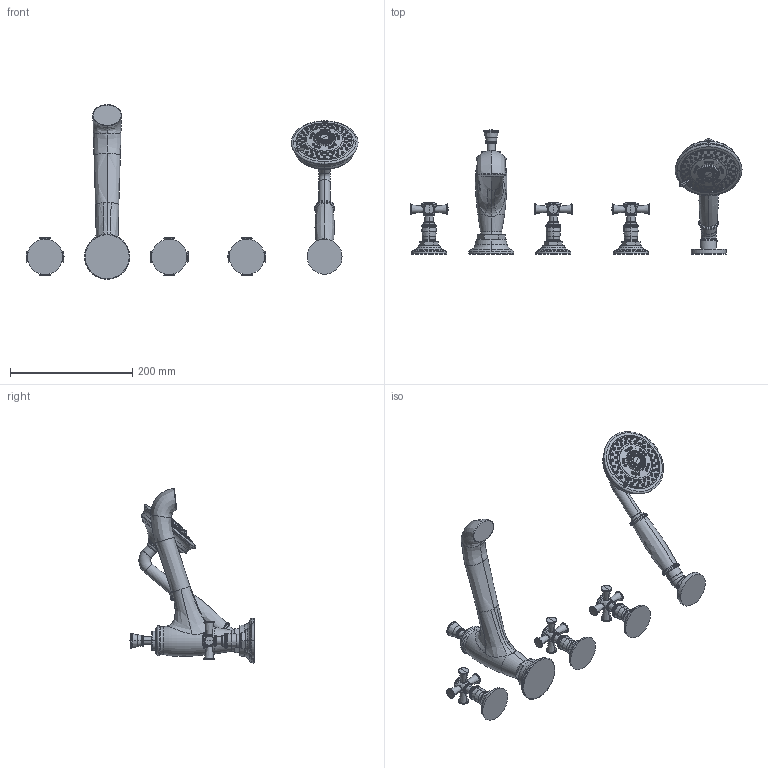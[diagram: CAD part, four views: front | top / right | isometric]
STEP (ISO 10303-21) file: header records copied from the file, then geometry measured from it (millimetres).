
FILE_DESCRIPTION((''),'2;1');
FILE_NAME('3-2907','2021-03-22T13:45:19',('jinson.thomas'),(''),'CREO PARAMETRIC BY PTC INC, 2018400','CREO PARAMETRIC BY PTC INC, 2018400','');
FILE_SCHEMA(('CONFIG_CONTROL_DESIGN'));
Products named in the file (1): 3-2907
Bounding box: 542.92 x 202.87 x 285.6 mm (x, y, z)
Volume: 1131012.4 mm3; surface area: 167088.7 mm2
Topology: 5 solids, 5 shells, 2702 faces, 6320 edges, 3907 vertices
Faces by surface type: plane 977, bspline 553, torus 482, cone 444, cylinder 204, sphere 36, revolution 6
Entity records: 137386 total; most frequent: CARTESIAN_POINT 81935, ORIENTED_EDGE 12572, DIRECTION 9591, EDGE_CURVE 6286, AXIS2_PLACEMENT_3D 4113, VERTEX_POINT 3907, EDGE_LOOP 3015, B_SPLINE_CURVE_WITH_KNOTS 2963
